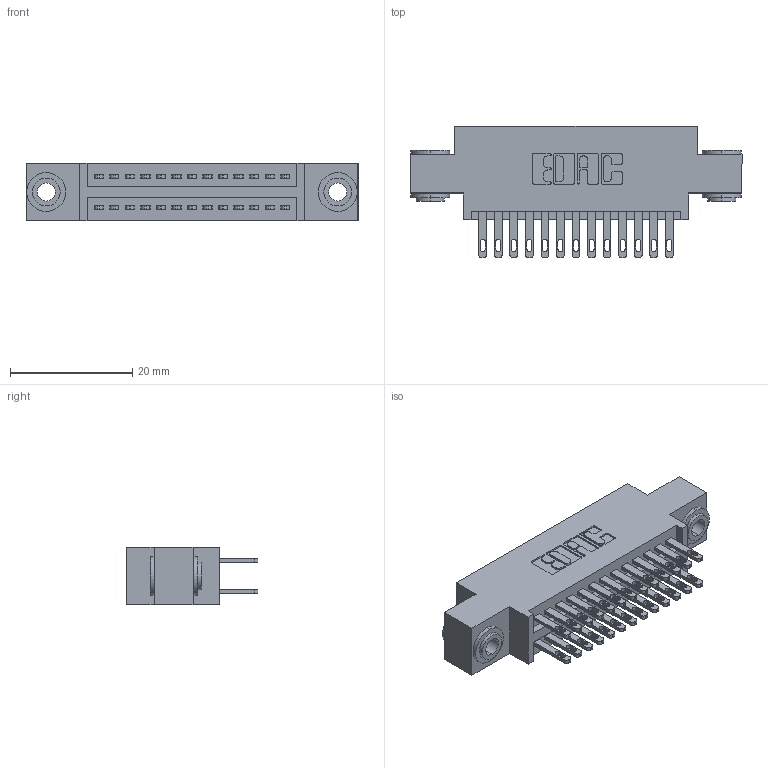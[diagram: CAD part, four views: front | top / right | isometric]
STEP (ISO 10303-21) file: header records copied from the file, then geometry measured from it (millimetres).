
FILE_DESCRIPTION (( 'STEP AP203' ), '1' );
FILE_NAME ('345-026-500-803.STEP', '2019-10-27T18:22:31', ( '' ), ( '' ), 'SwSTEP 2.0', 'SolidWorks 2016', '' );
FILE_SCHEMA (( 'CONFIG_CONTROL_DESIGN' ));
Length unit declared in the file: inch
Products named in the file (4): 345-250-002_345-250-002-102; 345-292-001_345-293-100; 345 Part_0.170 Offset - 0.156 Dia-TH; 345-026-500-803
Assembly tree (29 placements, depth 2):
  345-026-500-803
    345 Part_0.170 Offset - 0.156 Dia-TH
    345-292-001_345-293-100  x26
    345-250-002_345-250-002-102  x2
Bounding box: 54.23 x 21.51 x 9.4 mm (x, y, z)
Volume: 4984.1 mm3; surface area: 7419.3 mm2
Topology: 29 solids, 29 shells, 1364 faces, 4095 edges, 2726 vertices
Faces by surface type: plane 796, cylinder 560, cone 8
Entity records: 14816 total; most frequent: CARTESIAN_POINT 2487, ORIENTED_EDGE 2414, DIRECTION 2261, EDGE_CURVE 1207, VECTOR 995, LINE 995, VERTEX_POINT 802, AXIS2_PLACEMENT_3D 633
